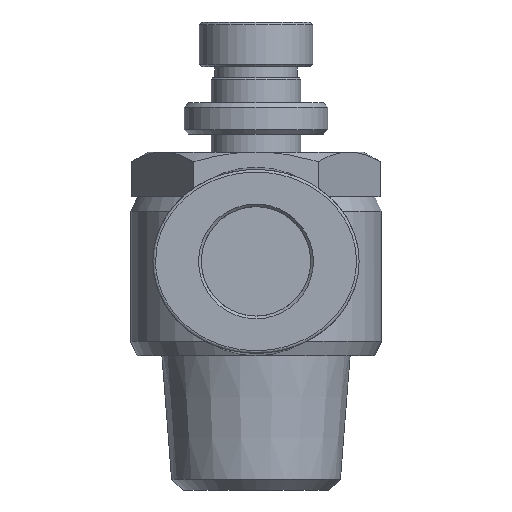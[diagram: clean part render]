
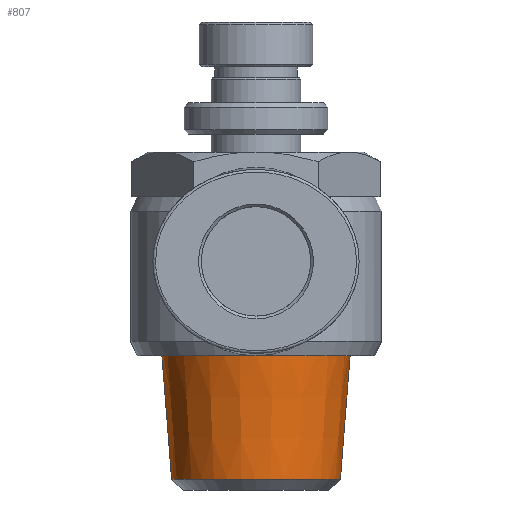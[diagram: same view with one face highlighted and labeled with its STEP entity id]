
A CAD part, front view. The second image highlights one B-rep face of the part: STEP entity #807.
In plain terms, the highlighted conical face has half-angle 4.515 degrees and reference radius 9.908 mm.
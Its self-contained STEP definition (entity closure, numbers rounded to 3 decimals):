
#766=CARTESIAN_POINT('',(0.0,11.014,-18.6));
#767=DIRECTION('',(0.0,0.,1.0));
#768=DIRECTION('',(-1.0,0.0,0.0));
#769=AXIS2_PLACEMENT_3D('',#766,#767,#768);
#770=CONICAL_SURFACE('',#769,9.908,4.515);
#771=CARTESIAN_POINT('',(-9.41,11.014,-24.904));
#772=VERTEX_POINT('',#771);
#773=CARTESIAN_POINT('',(-10.5,11.014,-11.1));
#774=VERTEX_POINT('',#773);
#775=CARTESIAN_POINT('',(-9.41,11.014,-24.904));
#776=DIRECTION('',(-0.079,0.,0.997));
#777=VECTOR('',#776,13.847);
#778=LINE('',#775,#777);
#779=EDGE_CURVE('',#772,#774,#778,.T.);
#780=ORIENTED_EDGE('',*,*,#779,.F.);
#781=CARTESIAN_POINT('',(9.41,11.014,-24.904));
#782=VERTEX_POINT('',#781);
#783=CARTESIAN_POINT('',(0.0,11.014,-24.904));
#784=DIRECTION('',(0.0,0.0,-1.0));
#785=DIRECTION('',(1.0,0.0,0.0));
#786=AXIS2_PLACEMENT_3D('',#783,#784,#785);
#787=CIRCLE('',#786,9.41);
#788=EDGE_CURVE('',#782,#772,#787,.T.);
#789=ORIENTED_EDGE('',*,*,#788,.F.);
#790=CARTESIAN_POINT('',(10.5,11.014,-11.1));
#791=VERTEX_POINT('',#790);
#792=CARTESIAN_POINT('',(9.41,11.014,-24.904));
#793=DIRECTION('',(0.079,0.,0.997));
#794=VECTOR('',#793,13.847);
#795=LINE('',#792,#794);
#796=EDGE_CURVE('',#782,#791,#795,.T.);
#797=ORIENTED_EDGE('',*,*,#796,.T.);
#798=CARTESIAN_POINT('',(0.0,11.014,-11.1));
#799=DIRECTION('',(0.0,0.0,1.0));
#800=DIRECTION('',(-1.0,0.0,0.0));
#801=AXIS2_PLACEMENT_3D('',#798,#799,#800);
#802=CIRCLE('',#801,10.5);
#803=EDGE_CURVE('',#774,#791,#802,.T.);
#804=ORIENTED_EDGE('',*,*,#803,.F.);
#805=EDGE_LOOP('',(#780,#789,#797,#804));
#806=FACE_OUTER_BOUND('',#805,.T.);
#807=ADVANCED_FACE('',(#806),#770,.T.);
